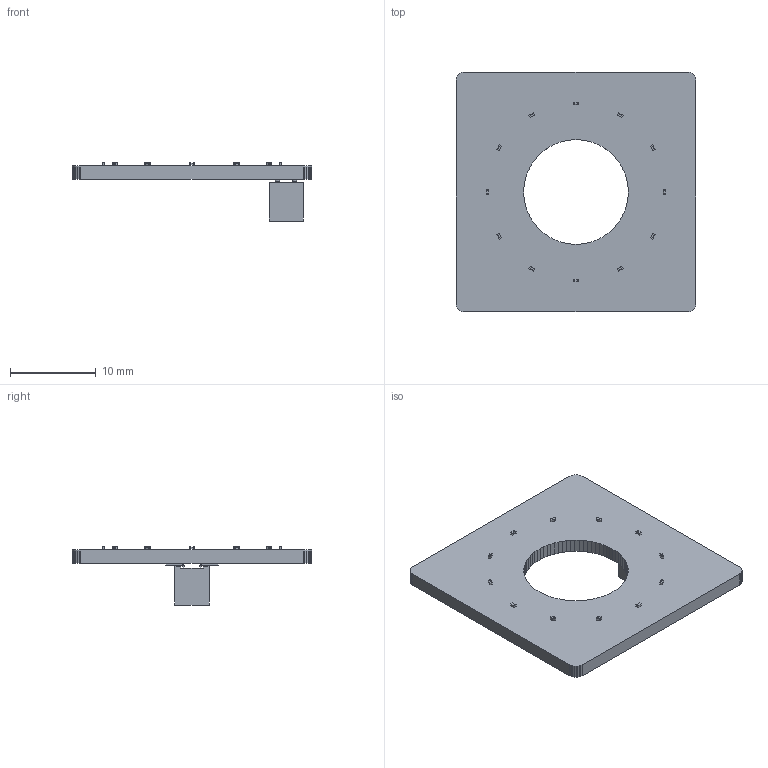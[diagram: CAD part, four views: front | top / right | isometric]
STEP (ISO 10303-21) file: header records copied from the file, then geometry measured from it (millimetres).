
FILE_DESCRIPTION(('KiCad electronic assembly'),'2;1');
FILE_NAME('pedalboard-led-ring-3D.step','2023-06-02T11:35:17',('Pcbnew') ,('Kicad'),'Open CASCADE STEP processor 7.5','KiCad to STEP converter' ,'Unknown');
FILE_SCHEMA(('AUTOMOTIVE_DESIGN { 1 0 10303 214 1 1 1 1 }'));
Length unit declared in the file: millimetre
Products named in the file (6): pedalboard-led-ring-3D 1; C_0201_0603Metric; SOLID; PinSocket_2x02_P2.00mm_Vertical_SMD; tmp2cj605dl PCB
Assembly tree (16 placements, depth 3):
  pedalboard-led-ring-3D 1
    C_0201_0603Metric  x12
      SOLID
    PinSocket_2x02_P2.00mm_Vertical_SMD
      SOLID
    tmp2cj605dl PCB
Bounding box: 28 x 28 x 6.78 mm (x, y, z)
Volume: 1120.4 mm3; surface area: 1726.5 mm2
Topology: 14 solids, 14 shells, 602 faces, 1582 edges, 1044 vertices
Faces by surface type: plane 446, cylinder 156
Entity records: 20841 total; most frequent: CARTESIAN_POINT 3389, DIRECTION 3011, LINE 2273, VECTOR 2273, ORIENTED_EDGE 1580, PCURVE 1580, DEFINITIONAL_REPRESENTATION 1580, EDGE_CURVE 790
